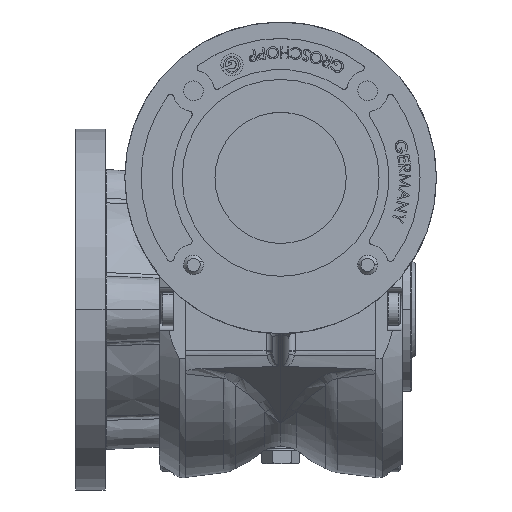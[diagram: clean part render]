
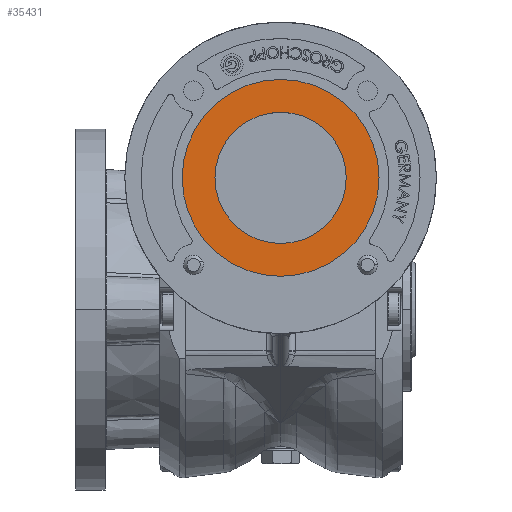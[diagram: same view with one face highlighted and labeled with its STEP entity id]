
A CAD part, top view. The second image highlights one B-rep face of the part: STEP entity #35431.
In plain terms, the highlighted planar face has unit normal (0, 0, 1).
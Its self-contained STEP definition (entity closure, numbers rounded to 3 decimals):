
#956 = ORIENTED_EDGE ( 'NONE', *, *, #1955, .F. ) ;
#1357 = ORIENTED_EDGE ( 'NONE', *, *, #43781, .F. ) ;
#1399 = ORIENTED_EDGE ( 'NONE', *, *, #22131, .T. ) ;
#1451 = ORIENTED_EDGE ( 'NONE', *, *, #3179, .T. ) ;
#1955 = EDGE_CURVE ( 'Defeature ausgef�hrt1_845+Defeature ausgef�hrt1_846+Defeature ausgef�hrt1_846+Defeature ausgef�hrt1_846', #23394, #42498, #26432, .T. ) ;
#3179 = EDGE_CURVE ( 'Defeature ausgef�hrt1_846+Defeature ausgef�hrt1_847+Defeature ausgef�hrt1_847+Defeature ausgef�hrt1_847', #17087, #4399, #10554, .T. ) ;
#4399 = VERTEX_POINT ( 'NONE', #34471 ) ;
#6530 = DIRECTION ( 'NONE',  ( 1., 0., 0. ) ) ;
#6738 = DIRECTION ( 'NONE',  ( 0., 0., 1. ) ) ;
#6889 = CARTESIAN_POINT ( 'NONE',  ( 0., 40., 64.1 ) ) ;
#7751 = AXIS2_PLACEMENT_3D ( 'NONE', #38037, #34408, #12033 ) ;
#8135 = PLANE ( 'NONE',  #7751 ) ;
#8522 = CARTESIAN_POINT ( 'NONE',  ( -30., 40., 64.1 ) ) ;
#10132 = AXIS2_PLACEMENT_3D ( 'NONE', #29774, #29612, #29512 ) ;
#10554 = CIRCLE ( 'NONE', #32349, 30. ) ;
#12033 = DIRECTION ( 'NONE',  ( 1., 0., 0. ) ) ;
#13155 = DIRECTION ( 'NONE',  ( 1., 0., 0. ) ) ;
#13254 = DIRECTION ( 'NONE',  ( 0., 0., 1. ) ) ;
#13326 = CARTESIAN_POINT ( 'NONE',  ( 0., 40., 64.1 ) ) ;
#17087 = VERTEX_POINT ( 'NONE', #8522 ) ;
#19579 = CARTESIAN_POINT ( 'NONE',  ( 0., 40., 64.1 ) ) ;
#22131 = EDGE_CURVE ( 'Defeature ausgef�hrt1_846+Defeature ausgef�hrt1_847+Defeature ausgef�hrt1_847+Defeature ausgef�hrt1_847', #4399, #17087, #47304, .T. ) ;
#22170 = FACE_OUTER_BOUND ( 'NONE', #39665, .T. ) ;
#22271 = FACE_BOUND ( 'NONE', #43068, .T. ) ;
#23361 = DIRECTION ( 'NONE',  ( 1., 0., 0. ) ) ;
#23394 = VERTEX_POINT ( 'NONE', #23874 ) ;
#23874 = CARTESIAN_POINT ( 'NONE',  ( 20., 40., 64.1 ) ) ;
#24468 = AXIS2_PLACEMENT_3D ( 'NONE', #13326, #13254, #13155 ) ;
#26432 = CIRCLE ( 'NONE', #24468, 20. ) ;
#27169 = CIRCLE ( 'NONE', #35809, 20. ) ;
#29512 = DIRECTION ( 'NONE',  ( 1., 0., 0. ) ) ;
#29612 = DIRECTION ( 'NONE',  ( 0., 0., 1. ) ) ;
#29774 = CARTESIAN_POINT ( 'NONE',  ( 0., 40., 64.1 ) ) ;
#32349 = AXIS2_PLACEMENT_3D ( 'NONE', #6889, #6738, #6530 ) ;
#34408 = DIRECTION ( 'NONE',  ( 0., 0., 1. ) ) ;
#34471 = CARTESIAN_POINT ( 'NONE',  ( 30., 40., 64.1 ) ) ;
#35431 = ADVANCED_FACE ( 'Defeature ausgef�hrt1_846', ( #22271, #22170 ), #8135, .T. ) ;
#35809 = AXIS2_PLACEMENT_3D ( 'NONE', #19579, #45696, #23361 ) ;
#38037 = CARTESIAN_POINT ( 'NONE',  ( 0., 40., 64.1 ) ) ;
#39665 = EDGE_LOOP ( 'NONE', ( #1399, #1451 ) ) ;
#41182 = CARTESIAN_POINT ( 'NONE',  ( -20., 40., 64.1 ) ) ;
#42498 = VERTEX_POINT ( 'NONE', #41182 ) ;
#43068 = EDGE_LOOP ( 'NONE', ( #956, #1357 ) ) ;
#43781 = EDGE_CURVE ( 'Defeature ausgef�hrt1_845+Defeature ausgef�hrt1_846+Defeature ausgef�hrt1_846+Defeature ausgef�hrt1_846', #42498, #23394, #27169, .T. ) ;
#45696 = DIRECTION ( 'NONE',  ( 0., 0., 1. ) ) ;
#47304 = CIRCLE ( 'NONE', #10132, 30. ) ;
